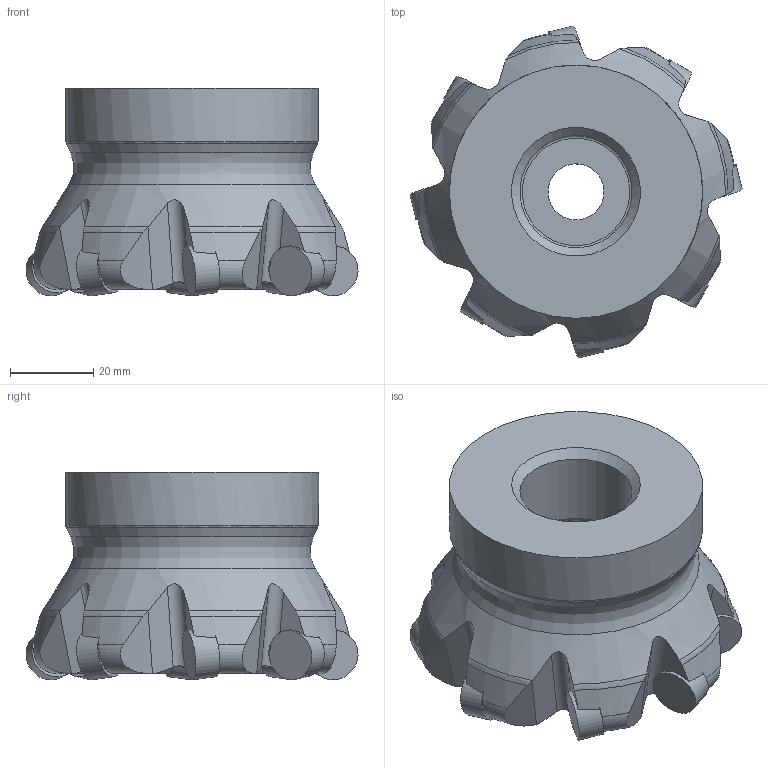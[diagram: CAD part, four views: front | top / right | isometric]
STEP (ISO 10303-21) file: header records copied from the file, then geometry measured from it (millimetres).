
FILE_DESCRIPTION(/* description */ (''),/* implementation_level */ '2;1');
FILE_NAME(/* name */ '1668532097216.stp',/* time_stamp */ '2022-11-15T22:38:38+05:00',/* author */ (''),/* organization */ ('SMS'),/* preprocessor_version */ 'ST-DEVELOPER v16.7',/* originating_system */ 'SIEMENS PLM Software NX 12.0',/* authorisation */ '');
FILE_SCHEMA (('AUTOMOTIVE_DESIGN { 1 0 10303 214 3 1 1 1 }'));
Length unit declared in the file: millimetre
Products named in the file (4): ASSEMBLY_CONSTRUCTION; 204371717mod000_00; 204373911mod000_00; 204373918mod000_00
Assembly tree (10 placements, depth 2):
  204373918mod000_00
    204373911mod000_00
    204371717mod000_00  x8
    ASSEMBLY_CONSTRUCTION
Bounding box: 79.98 x 79.98 x 50 mm (x, y, z)
Volume: 129146.4 mm3; surface area: 24619.4 mm2
Topology: 9 solids, 9 shells, 132 faces, 337 edges, 254 vertices
Faces by surface type: plane 68, cylinder 29, torus 22, cone 13
Full cylindrical faces by diameter (mm): 12 x8, 13.5 x1, 20 x1, 27.011 x1, 27.5 x1, 61 x1
Entity records: 4129 total; most frequent: CARTESIAN_POINT 1279, ORIENTED_EDGE 570, DIRECTION 498, EDGE_CURVE 285, AXIS2_PLACEMENT_3D 221, VERTEX_POINT 197, B_SPLINE_CURVE_WITH_KNOTS 144, EDGE_LOOP 132
